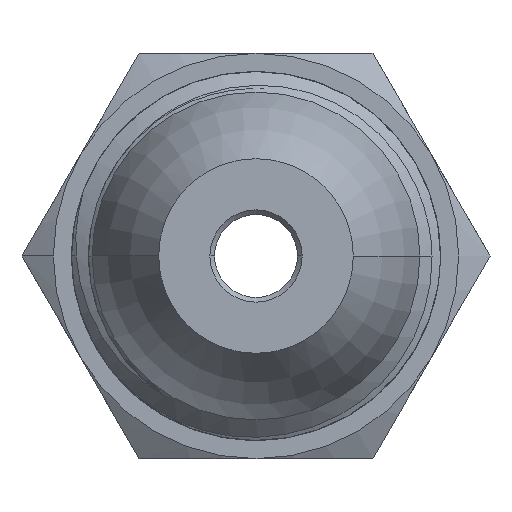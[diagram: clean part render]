
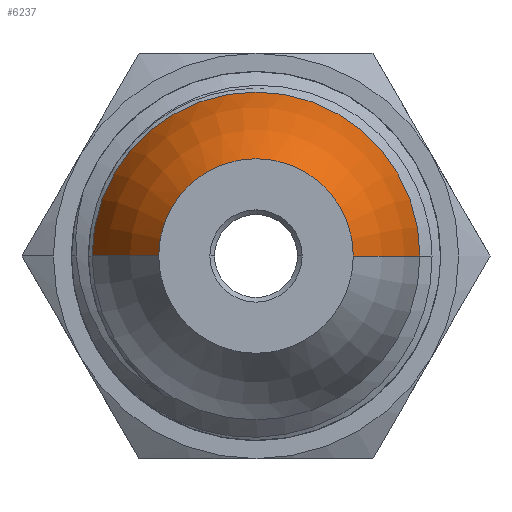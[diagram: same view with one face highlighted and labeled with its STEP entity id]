
A CAD part, left-side view. The second image highlights one B-rep face of the part: STEP entity #6237.
In plain terms, the highlighted toroidal (fillet/blend) face has major radius 9.525 mm and minor radius 19.05 mm.
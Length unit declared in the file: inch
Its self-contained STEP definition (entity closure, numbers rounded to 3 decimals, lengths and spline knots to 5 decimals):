
#43 = ORIENTED_EDGE ( 'NONE', *, *, #7183, .F. ) ;
#487 = EDGE_CURVE ( 'NONE', #4253, #7480, #10914, .T. ) ;
#1174 = CIRCLE ( 'NONE', #11560, 0.75 ) ;
#2092 = CARTESIAN_POINT ( 'NONE',  ( -0.293, -0.354, 0. ) ) ;
#2175 = CARTESIAN_POINT ( 'NONE',  ( 0., -0.21008, 0. ) ) ;
#2190 = DIRECTION ( 'NONE',  ( 1., 0., 0. ) ) ;
#2620 = CARTESIAN_POINT ( 'NONE',  ( -0.46924, -0.375, 0. ) ) ;
#3393 = DIRECTION ( 'NONE',  ( 0., 1., 0. ) ) ;
#3530 = CIRCLE ( 'NONE', #5583, 0.21008 ) ;
#3710 = DIRECTION ( 'NONE',  ( -1., 0., 0. ) ) ;
#4252 = CARTESIAN_POINT ( 'NONE',  ( -0.293, 0., 0. ) ) ;
#4253 = VERTEX_POINT ( 'NONE', #2092 ) ;
#4329 = CARTESIAN_POINT ( 'NONE',  ( 0., 0., 0. ) ) ;
#4948 = VERTEX_POINT ( 'NONE', #2175 ) ;
#5398 = CARTESIAN_POINT ( 'NONE',  ( -0.293, 0.354, 0. ) ) ;
#5535 = DIRECTION ( 'NONE',  ( 0., -1., 0. ) ) ;
#5583 = AXIS2_PLACEMENT_3D ( 'NONE', #4329, #7412, #3393 ) ;
#5704 = CARTESIAN_POINT ( 'NONE',  ( -0.46924, 0., 0. ) ) ;
#6019 = ORIENTED_EDGE ( 'NONE', *, *, #8851, .T. ) ;
#6237 = ADVANCED_FACE ( 'NONE', ( #6282 ), #9129, .T. ) ;
#6269 = CIRCLE ( 'NONE', #12095, 0.75 ) ;
#6282 = FACE_OUTER_BOUND ( 'NONE', #10959, .T. ) ;
#6649 = AXIS2_PLACEMENT_3D ( 'NONE', #5704, #12975, #12836 ) ;
#6660 = ORIENTED_EDGE ( 'NONE', *, *, #487, .T. ) ;
#6769 = DIRECTION ( 'NONE',  ( 0., 0., -1. ) ) ;
#7065 = ORIENTED_EDGE ( 'NONE', *, *, #11969, .F. ) ;
#7183 = EDGE_CURVE ( 'NONE', #4253, #4948, #6269, .T. ) ;
#7410 = CARTESIAN_POINT ( 'NONE',  ( -0.46924, 0.375, 0. ) ) ;
#7412 = DIRECTION ( 'NONE',  ( 1., 0., 0. ) ) ;
#7480 = VERTEX_POINT ( 'NONE', #5398 ) ;
#7972 = VERTEX_POINT ( 'NONE', #8213 ) ;
#8213 = CARTESIAN_POINT ( 'NONE',  ( 0., 0.21008, 0. ) ) ;
#8851 = EDGE_CURVE ( 'NONE', #7480, #7972, #1174, .T. ) ;
#9129 = TOROIDAL_SURFACE ( 'NONE', #6649, -0.375, 0.75 ) ;
#9330 = DIRECTION ( 'NONE',  ( 0., 1., 0. ) ) ;
#10562 = DIRECTION ( 'NONE',  ( 0., 0., 1. ) ) ;
#10914 = CIRCLE ( 'NONE', #11579, 0.354 ) ;
#10959 = EDGE_LOOP ( 'NONE', ( #43, #6660, #6019, #7065 ) ) ;
#11560 = AXIS2_PLACEMENT_3D ( 'NONE', #2620, #6769, #3710 ) ;
#11579 = AXIS2_PLACEMENT_3D ( 'NONE', #4252, #2190, #9330 ) ;
#11969 = EDGE_CURVE ( 'NONE', #4948, #7972, #3530, .T. ) ;
#12095 = AXIS2_PLACEMENT_3D ( 'NONE', #7410, #10562, #5535 ) ;
#12836 = DIRECTION ( 'NONE',  ( 0., 1., 0. ) ) ;
#12975 = DIRECTION ( 'NONE',  ( 1., 0., 0. ) ) ;
